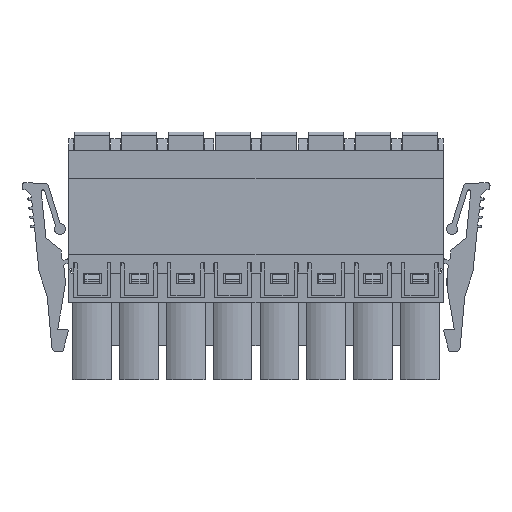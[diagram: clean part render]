
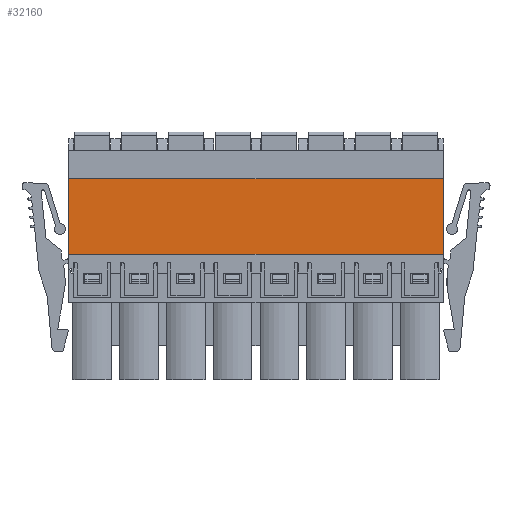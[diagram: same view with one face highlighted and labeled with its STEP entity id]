
A CAD part, front view. The second image highlights one B-rep face of the part: STEP entity #32160.
In plain terms, the highlighted planar face has unit normal (0, -1, 0).
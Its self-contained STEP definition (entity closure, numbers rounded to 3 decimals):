
#2871=ORIENTED_EDGE('',*,*,#11805,.T.);
#2872=ORIENTED_EDGE('',*,*,#11806,.F.);
#2873=ORIENTED_EDGE('',*,*,#10796,.F.);
#2874=ORIENTED_EDGE('',*,*,#11804,.T.);
#10796=EDGE_CURVE('',#15464,#15465,#18609,.T.);
#11804=EDGE_CURVE('',#15464,#16193,#19547,.T.);
#11805=EDGE_CURVE('',#16193,#16194,#19548,.T.);
#11806=EDGE_CURVE('',#15465,#16194,#19549,.T.);
#15464=VERTEX_POINT('',#45436);
#15465=VERTEX_POINT('',#45438);
#16193=VERTEX_POINT('',#47408);
#16194=VERTEX_POINT('',#47412);
#18609=LINE('',#45437,#22906);
#19547=LINE('',#47409,#23844);
#19548=LINE('',#47411,#23845);
#19549=LINE('',#47413,#23846);
#22906=VECTOR('',#36470,1000.);
#23844=VECTOR('',#38018,1000.);
#23845=VECTOR('',#38021,1000.);
#23846=VECTOR('',#38022,1000.);
#27041=EDGE_LOOP('',(#2871,#2872,#2873,#2874));
#28870=FACE_BOUND('',#27041,.T.);
#30634=PLANE('',#34019);
#32160=ADVANCED_FACE('',(#28870),#30634,.F.);
#34019=AXIS2_PLACEMENT_3D('',#47410,#38019,#38020);
#36470=DIRECTION('',(0.,0.,-1.));
#38018=DIRECTION('',(-1.,0.,0.));
#38019=DIRECTION('',(0.,1.,0.));
#38020=DIRECTION('',(0.,0.,1.));
#38021=DIRECTION('',(0.,0.,-1.));
#38022=DIRECTION('',(-1.,0.,0.));
#45436=CARTESIAN_POINT('',(20.32,-5.27,4.1));
#45437=CARTESIAN_POINT('',(20.32,-5.27,4.1));
#45438=CARTESIAN_POINT('',(20.32,-5.27,-4.1));
#47408=CARTESIAN_POINT('',(-20.32,-5.27,4.1));
#47409=CARTESIAN_POINT('',(20.32,-5.27,4.1));
#47410=CARTESIAN_POINT('',(20.32,-5.27,4.1));
#47411=CARTESIAN_POINT('',(-20.32,-5.27,4.1));
#47412=CARTESIAN_POINT('',(-20.32,-5.27,-4.1));
#47413=CARTESIAN_POINT('',(20.32,-5.27,-4.1));
